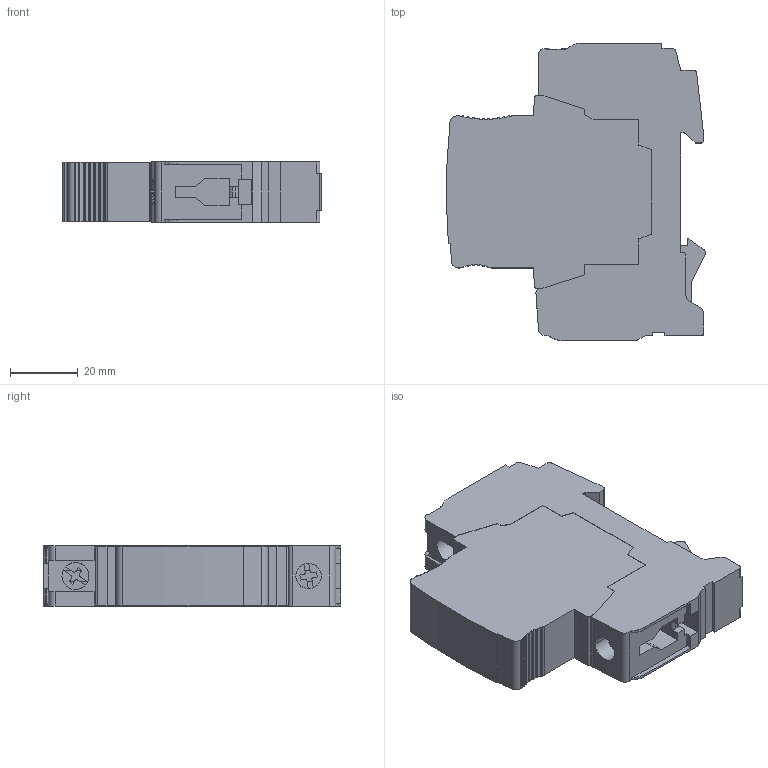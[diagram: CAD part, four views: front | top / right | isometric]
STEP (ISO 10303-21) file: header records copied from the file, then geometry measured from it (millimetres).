
FILE_DESCRIPTION((''),'2;1');
FILE_NAME('B80001540','2017-03-06T',('FRJEGUI'),(''),'CREO PARAMETRIC BY PTC INC, 2016380','CREO PARAMETRIC BY PTC INC, 2016380','');
FILE_SCHEMA(('CONFIG_CONTROL_DESIGN'));
Length unit declared in the file: millimetre
Products named in the file (1): B80001540
Bounding box: 76.67 x 88 x 17.8 mm (x, y, z)
Volume: 84242.7 mm3; surface area: 19147.1 mm2
Topology: 1 solids, 1 shells, 338 faces, 1004 edges, 666 vertices
Faces by surface type: plane 245, cylinder 93
Entity records: 11340 total; most frequent: CARTESIAN_POINT 2046, ORIENTED_EDGE 2008, DIRECTION 1870, EDGE_CURVE 1004, VECTOR 810, LINE 810, VERTEX_POINT 666, AXIS2_PLACEMENT_3D 530
